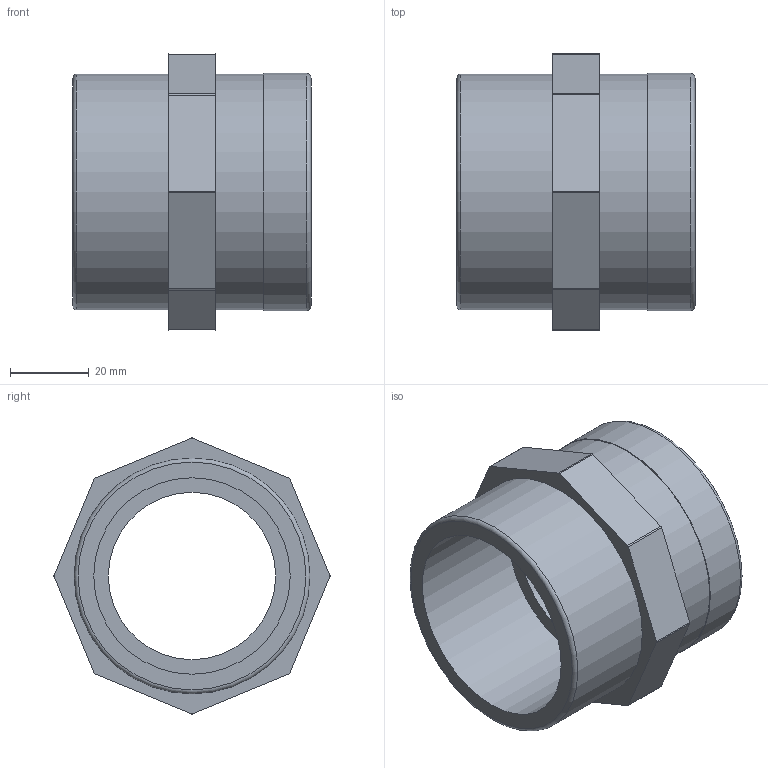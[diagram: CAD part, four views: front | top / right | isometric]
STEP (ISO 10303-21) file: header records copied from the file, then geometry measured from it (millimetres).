
FILE_DESCRIPTION(/* description */ ('PVC Reinforced Transition Adapter, Socket to Female Threads, Ø50x1-1/2", PN16'),/* implementation_level */ '2;1');
FILE_NAME(/* name */ 'SO12U-050-R040',/* time_stamp */ '2022-07-06T16:28:14+02:00',/* author */ ('COAB Solutions'),/* organization */ ('GPA Flowsystem'),/* preprocessor_version */ 'ST-DEVELOPER v18.1',/* originating_system */ 'www.coabsolutions.com',/* authorisation */ '');
FILE_SCHEMA (('AUTOMOTIVE_DESIGN { 1 0 10303 214 3 1 1 }'));
Length unit declared in the file: millimetre
Products named in the file (1): SO12U-050-R040
Bounding box: 60.6 x 70.27 x 70.27 mm (x, y, z)
Volume: 67917.9 mm3; surface area: 25142.7 mm2
Topology: 1 solids, 1 shells, 34 faces, 78 edges, 52 vertices
Faces by surface type: plane 16, cylinder 15, torus 3
Full cylindrical faces by diameter (mm): 42.6 x1, 48.3 x2, 50 x1, 60 x2, 60.4 x1
Entity records: 1060 total; most frequent: DIRECTION 187, CARTESIAN_POINT 165, ORIENTED_EDGE 156, EDGE_CURVE 78, AXIS2_PLACEMENT_3D 74, VERTEX_POINT 52, EDGE_LOOP 42, LINE 39
